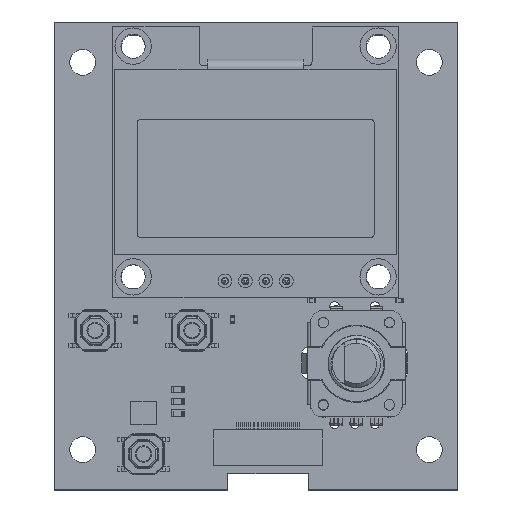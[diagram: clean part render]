
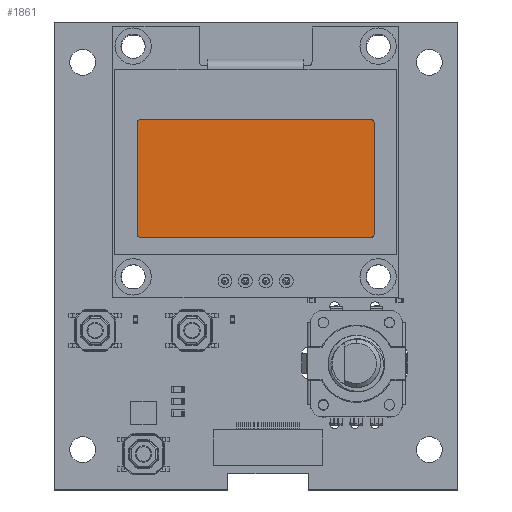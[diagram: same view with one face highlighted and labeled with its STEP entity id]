
A CAD part, top view. The second image highlights one B-rep face of the part: STEP entity #1861.
In plain terms, the highlighted planar face has unit normal (0, 0, 1).
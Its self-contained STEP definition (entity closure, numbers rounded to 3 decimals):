
#1671 = VERTEX_POINT('',#1672);
#1672 = CARTESIAN_POINT('',(14.21,-5.35,2.101));
#1678 = EDGE_CURVE('',#1679,#1671,#1681,.T.);
#1679 = VERTEX_POINT('',#1680);
#1680 = CARTESIAN_POINT('',(14.71,-5.85,2.101));
#1681 = CIRCLE('',#1682,0.5);
#1682 = AXIS2_PLACEMENT_3D('',#1683,#1684,#1685);
#1683 = CARTESIAN_POINT('',(14.21,-5.85,2.101));
#1684 = DIRECTION('',(0.,0.,1.));
#1685 = DIRECTION('',(-1.,0.,0.));
#1703 = VERTEX_POINT('',#1704);
#1704 = CARTESIAN_POINT('',(-14.21,-5.35,2.101));
#1710 = EDGE_CURVE('',#1671,#1703,#1711,.T.);
#1711 = LINE('',#1712,#1713);
#1712 = CARTESIAN_POINT('',(-14.21,-5.35,2.101));
#1713 = VECTOR('',#1714,1.);
#1714 = DIRECTION('',(-1.,0.,0.));
#1727 = VERTEX_POINT('',#1728);
#1728 = CARTESIAN_POINT('',(-14.71,-5.85,2.101));
#1734 = EDGE_CURVE('',#1703,#1727,#1735,.T.);
#1735 = CIRCLE('',#1736,0.5);
#1736 = AXIS2_PLACEMENT_3D('',#1737,#1738,#1739);
#1737 = CARTESIAN_POINT('',(-14.21,-5.85,2.101));
#1738 = DIRECTION('',(0.,0.,1.));
#1739 = DIRECTION('',(-1.,0.,0.));
#1752 = VERTEX_POINT('',#1753);
#1753 = CARTESIAN_POINT('',(-14.71,-19.55,2.101));
#1759 = EDGE_CURVE('',#1727,#1752,#1760,.T.);
#1760 = LINE('',#1761,#1762);
#1761 = CARTESIAN_POINT('',(-14.71,-19.55,2.101));
#1762 = VECTOR('',#1763,1.);
#1763 = DIRECTION('',(0.,-1.,0.));
#1776 = VERTEX_POINT('',#1777);
#1777 = CARTESIAN_POINT('',(-14.21,-20.05,2.101));
#1783 = EDGE_CURVE('',#1752,#1776,#1784,.T.);
#1784 = CIRCLE('',#1785,0.5);
#1785 = AXIS2_PLACEMENT_3D('',#1786,#1787,#1788);
#1786 = CARTESIAN_POINT('',(-14.21,-19.55,2.101));
#1787 = DIRECTION('',(0.,0.,1.));
#1788 = DIRECTION('',(-1.,0.,0.));
#1801 = VERTEX_POINT('',#1802);
#1802 = CARTESIAN_POINT('',(14.21,-20.05,2.101));
#1808 = EDGE_CURVE('',#1776,#1801,#1809,.T.);
#1809 = LINE('',#1810,#1811);
#1810 = CARTESIAN_POINT('',(-14.21,-20.05,2.101));
#1811 = VECTOR('',#1812,1.);
#1812 = DIRECTION('',(1.,0.,0.));
#1825 = VERTEX_POINT('',#1826);
#1826 = CARTESIAN_POINT('',(14.71,-19.55,2.101));
#1832 = EDGE_CURVE('',#1801,#1825,#1833,.T.);
#1833 = CIRCLE('',#1834,0.5);
#1834 = AXIS2_PLACEMENT_3D('',#1835,#1836,#1837);
#1835 = CARTESIAN_POINT('',(14.21,-19.55,2.101));
#1836 = DIRECTION('',(0.,0.,1.));
#1837 = DIRECTION('',(1.,0.,-0.));
#1850 = EDGE_CURVE('',#1825,#1679,#1851,.T.);
#1851 = LINE('',#1852,#1853);
#1852 = CARTESIAN_POINT('',(14.71,-19.55,2.101));
#1853 = VECTOR('',#1854,1.);
#1854 = DIRECTION('',(0.,1.,0.));
#1861 = ADVANCED_FACE('',(#1862),#1872,.F.);
#1862 = FACE_BOUND('',#1863,.T.);
#1863 = EDGE_LOOP('',(#1864,#1865,#1866,#1867,#1868,#1869,#1870,#1871));
#1864 = ORIENTED_EDGE('',*,*,#1678,.T.);
#1865 = ORIENTED_EDGE('',*,*,#1710,.T.);
#1866 = ORIENTED_EDGE('',*,*,#1734,.T.);
#1867 = ORIENTED_EDGE('',*,*,#1759,.T.);
#1868 = ORIENTED_EDGE('',*,*,#1783,.T.);
#1869 = ORIENTED_EDGE('',*,*,#1808,.T.);
#1870 = ORIENTED_EDGE('',*,*,#1832,.T.);
#1871 = ORIENTED_EDGE('',*,*,#1850,.T.);
#1872 = PLANE('',#1873);
#1873 = AXIS2_PLACEMENT_3D('',#1874,#1875,#1876);
#1874 = CARTESIAN_POINT('',(14.21,-5.85,2.101));
#1875 = DIRECTION('',(-0.,-0.,-1.));
#1876 = DIRECTION('',(-1.,0.,0.));
